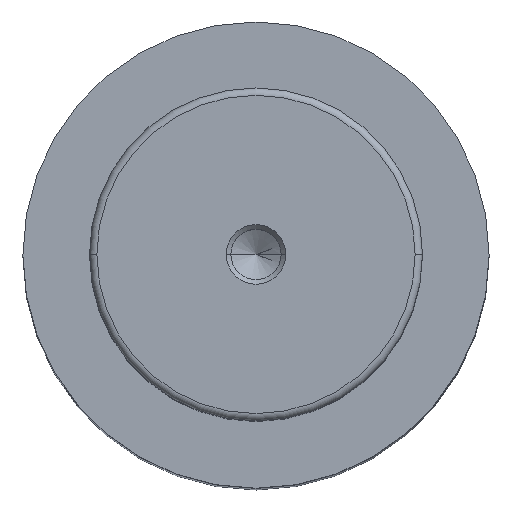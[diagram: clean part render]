
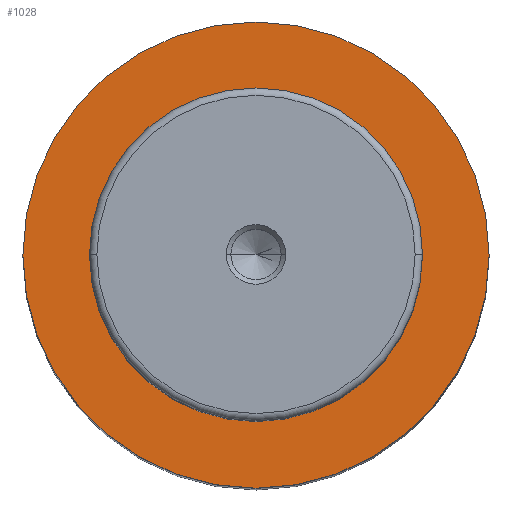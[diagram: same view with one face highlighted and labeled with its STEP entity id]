
A CAD part, top view. The second image highlights one B-rep face of the part: STEP entity #1028.
In plain terms, the highlighted planar face has unit normal (0, 0, 1).
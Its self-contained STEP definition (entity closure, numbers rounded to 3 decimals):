
#72 = FACE_BOUND ( 'NONE', #884, .T. ) ;
#123 = AXIS2_PLACEMENT_3D ( 'NONE', #638, #558, #467 ) ;
#152 = EDGE_CURVE ( 'NONE', #295, #215, #862, .T. ) ;
#190 = DIRECTION ( 'NONE',  ( 0., 0., -1. ) ) ;
#198 = ORIENTED_EDGE ( 'NONE', *, *, #279, .F. ) ;
#215 = VERTEX_POINT ( 'NONE', #332 ) ;
#226 = ORIENTED_EDGE ( 'NONE', *, *, #529, .F. ) ;
#230 = DIRECTION ( 'NONE',  ( -1., 0., 0. ) ) ;
#279 = EDGE_CURVE ( 'NONE', #776, #298, #302, .T. ) ;
#281 = CARTESIAN_POINT ( 'NONE',  ( -31.5, 0., 137. ) ) ;
#295 = VERTEX_POINT ( 'NONE', #465 ) ;
#298 = VERTEX_POINT ( 'NONE', #759 ) ;
#302 = CIRCLE ( 'NONE', #503, 31.5 ) ;
#326 = ORIENTED_EDGE ( 'NONE', *, *, #340, .T. ) ;
#332 = CARTESIAN_POINT ( 'NONE',  ( -22.5, 0., 137. ) ) ;
#340 = EDGE_CURVE ( 'NONE', #215, #295, #404, .T. ) ;
#404 = CIRCLE ( 'NONE', #967, 22.5 ) ;
#465 = CARTESIAN_POINT ( 'NONE',  ( 22.5, 0., 137. ) ) ;
#467 = DIRECTION ( 'NONE',  ( -1., 0., 0. ) ) ;
#476 = ORIENTED_EDGE ( 'NONE', *, *, #152, .T. ) ;
#503 = AXIS2_PLACEMENT_3D ( 'NONE', #850, #950, #1043 ) ;
#529 = EDGE_CURVE ( 'NONE', #298, #776, #610, .T. ) ;
#558 = DIRECTION ( 'NONE',  ( 0., 0., -1. ) ) ;
#610 = CIRCLE ( 'NONE', #123, 31.5 ) ;
#613 = AXIS2_PLACEMENT_3D ( 'NONE', #1025, #736, #725 ) ;
#621 = FACE_OUTER_BOUND ( 'NONE', #1059, .T. ) ;
#635 = PLANE ( 'NONE',  #613 ) ;
#638 = CARTESIAN_POINT ( 'NONE',  ( 0., 0., 137. ) ) ;
#688 = DIRECTION ( 'NONE',  ( 0., 0., -1. ) ) ;
#725 = DIRECTION ( 'NONE',  ( 1., 0., 0. ) ) ;
#736 = DIRECTION ( 'NONE',  ( 0., 0., 1. ) ) ;
#759 = CARTESIAN_POINT ( 'NONE',  ( 31.5, 0., 137. ) ) ;
#776 = VERTEX_POINT ( 'NONE', #281 ) ;
#796 = CARTESIAN_POINT ( 'NONE',  ( 0., 0., 137. ) ) ;
#831 = CARTESIAN_POINT ( 'NONE',  ( 0., 0., 137. ) ) ;
#850 = CARTESIAN_POINT ( 'NONE',  ( 0., 0., 137. ) ) ;
#862 = CIRCLE ( 'NONE', #1067, 22.5 ) ;
#884 = EDGE_LOOP ( 'NONE', ( #326, #476 ) ) ;
#950 = DIRECTION ( 'NONE',  ( 0., 0., -1. ) ) ;
#967 = AXIS2_PLACEMENT_3D ( 'NONE', #831, #190, #1136 ) ;
#1025 = CARTESIAN_POINT ( 'NONE',  ( -22.5, 0., 137. ) ) ;
#1028 = ADVANCED_FACE ( 'NONE', ( #72, #621 ), #635, .T. ) ;
#1043 = DIRECTION ( 'NONE',  ( -1., 0., 0. ) ) ;
#1059 = EDGE_LOOP ( 'NONE', ( #198, #226 ) ) ;
#1067 = AXIS2_PLACEMENT_3D ( 'NONE', #796, #688, #230 ) ;
#1136 = DIRECTION ( 'NONE',  ( -1., 0., 0. ) ) ;
